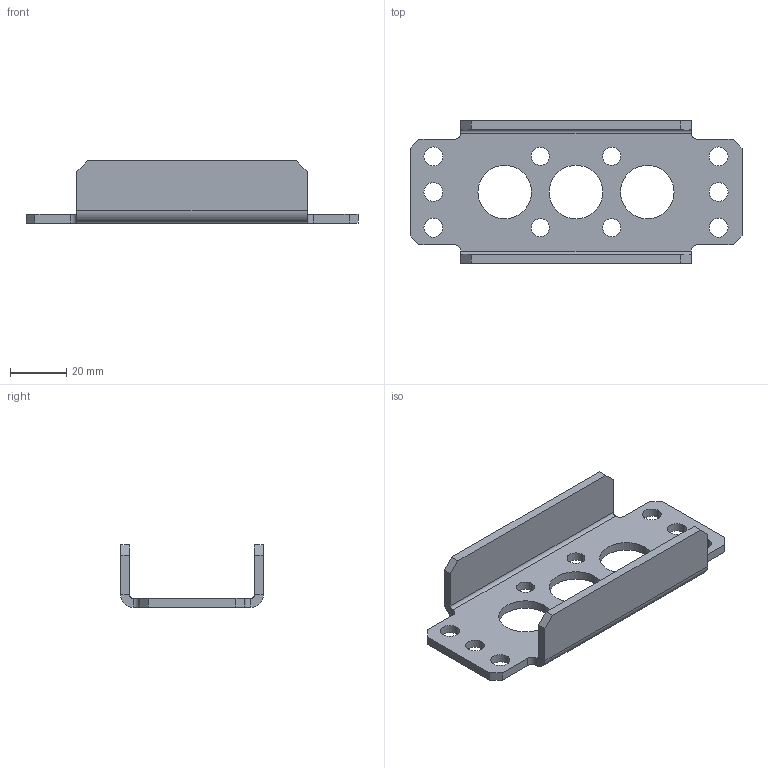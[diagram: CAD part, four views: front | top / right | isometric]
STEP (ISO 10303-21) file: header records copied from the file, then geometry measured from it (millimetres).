
FILE_DESCRIPTION (( 'STEP AP203' ), '1' );
FILE_NAME ('217-2593-019 Rev2.STEP', '2013-01-10T20:51:41', ( '' ), ( '' ), 'SwSTEP 2.0', 'SolidWorks 2012', '' );
FILE_SCHEMA (( 'CONFIG_CONTROL_DESIGN' ));
Length unit declared in the file: inch
Products named in the file (1): 217-2593-019 Rev2
Bounding box: 118.21 x 50.8 x 22.23 mm (x, y, z)
Volume: 22904.9 mm3; surface area: 16892.5 mm2
Topology: 1 solids, 1 shells, 64 faces, 170 edges, 108 vertices
Faces by surface type: cylinder 34, plane 30
Entity records: 2125 total; most frequent: DIRECTION 368, CARTESIAN_POINT 343, ORIENTED_EDGE 340, EDGE_CURVE 170, AXIS2_PLACEMENT_3D 133, VERTEX_POINT 108, VECTOR 102, LINE 102
